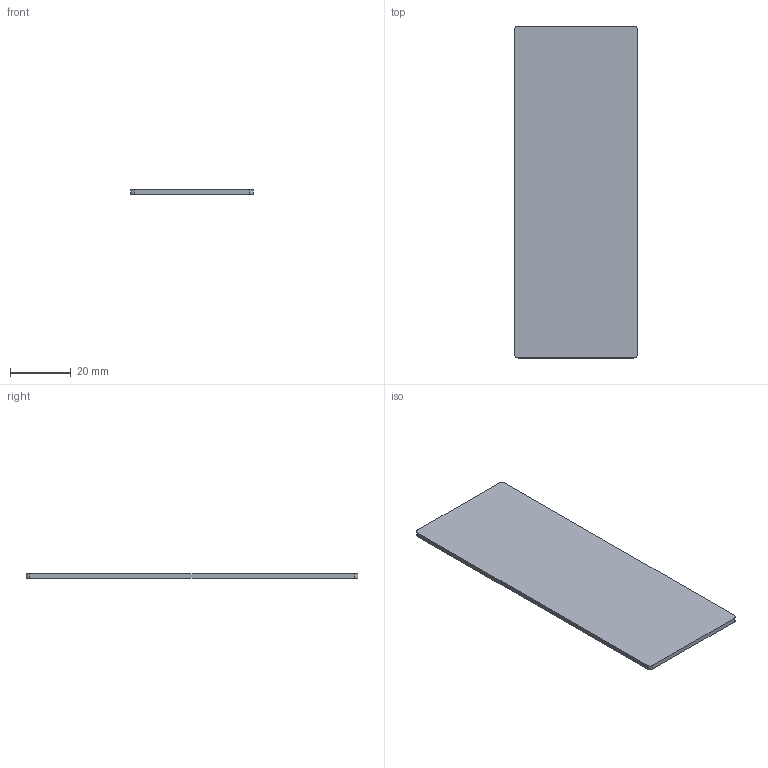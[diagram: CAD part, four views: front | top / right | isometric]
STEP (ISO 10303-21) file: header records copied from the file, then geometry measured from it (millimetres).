
FILE_DESCRIPTION (( 'STEP AP203' ), '1' );
FILE_NAME ('80555-ALU.step', '2017-08-09T13:55:02', ( '' ), ( '' ), 'SwSTEP 2.0', 'SolidWorks 2015', '' );
FILE_SCHEMA (( 'CONFIG_CONTROL_DESIGN' ));
Length unit declared in the file: millimetre
Products named in the file (1): 80555-ALU
Bounding box: 40.5 x 109.5 x 1.5 mm (x, y, z)
Volume: 6649.7 mm3; surface area: 9323.7 mm2
Topology: 1 solids, 1 shells, 238 faces, 636 edges, 424 vertices
Faces by surface type: plane 129, bspline 105, cylinder 4
Entity records: 13075 total; most frequent: CARTESIAN_POINT 7764, ORIENTED_EDGE 1272, DIRECTION 702, EDGE_CURVE 636, VERTEX_POINT 424, LINE 418, VECTOR 418, EDGE_LOOP 262
